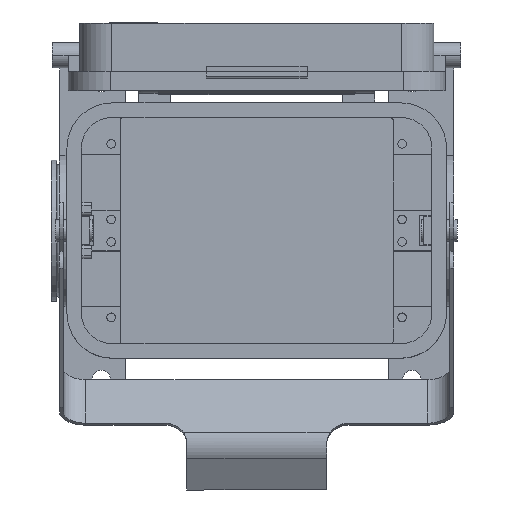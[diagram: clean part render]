
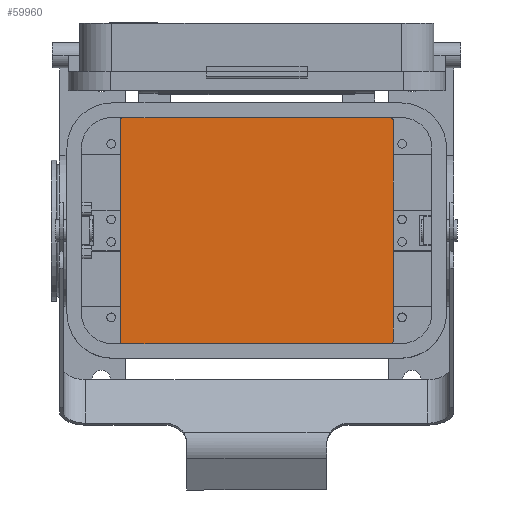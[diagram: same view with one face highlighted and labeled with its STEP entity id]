
A CAD part, top view. The second image highlights one B-rep face of the part: STEP entity #59960.
In plain terms, the highlighted planar face has unit normal (0, 0, 1).
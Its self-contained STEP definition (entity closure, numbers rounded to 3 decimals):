
#50830=CARTESIAN_POINT('',(48.75,-39.5,-54.3));
#50840=VERTEX_POINT('',#50830);
#50870=CARTESIAN_POINT('',(48.75,0.,-54.3));
#50880=DIRECTION('',(0.,1.,0.));
#50890=VECTOR('',#50880,1.);
#50900=LINE('',#50870,#50890);
#50910=CARTESIAN_POINT('',(48.75,39.5,-54.3));
#50920=VERTEX_POINT('',#50910);
#50930=EDGE_CURVE('',#50840,#50920,#50900,.T.);
#58850=CARTESIAN_POINT('',(-47.75,40.5,-54.3));
#58860=VERTEX_POINT('',#58850);
#59260=CARTESIAN_POINT('',(47.75,40.5,-54.3));
#59270=VERTEX_POINT('',#59260);
#59300=CARTESIAN_POINT('',(47.,40.5,-54.3));
#59310=DIRECTION('',(-1.,0.,0.));
#59320=VECTOR('',#59310,1.);
#59330=LINE('',#59300,#59320);
#59340=EDGE_CURVE('',#59270,#58860,#59330,.T.);
#59390=CARTESIAN_POINT('',(0.,0.,-54.3));
#59400=DIRECTION('',(0.,0.,1.));
#59410=DIRECTION('',(1.,0.,0.));
#59420=AXIS2_PLACEMENT_3D('',#59390,#59400,#59410);
#59430=PLANE('',#59420);
#59440=CARTESIAN_POINT('',(-47.75,-39.5,-54.3));
#59450=DIRECTION('',(0.,0.,1.));
#59460=DIRECTION('',(-0.707,-0.707,
0.));
#59470=AXIS2_PLACEMENT_3D('',#59440,#59450,#59460);
#59480=CIRCLE('',#59470,1.);
#59490=CARTESIAN_POINT('',(-48.75,-39.5,-54.3));
#59500=VERTEX_POINT('',#59490);
#59510=CARTESIAN_POINT('',(-47.75,-40.5,-54.3));
#59520=VERTEX_POINT('',#59510);
#59530=EDGE_CURVE('',#59500,#59520,#59480,.T.);
#59540=ORIENTED_EDGE('',*,*,#59530,.T.);
#59550=CARTESIAN_POINT('',(-48.75,0.,-54.3));
#59560=DIRECTION('',(0.,-1.,0.));
#59570=VECTOR('',#59560,1.);
#59580=LINE('',#59550,#59570);
#59590=CARTESIAN_POINT('',(-48.75,39.5,-54.3));
#59600=VERTEX_POINT('',#59590);
#59610=EDGE_CURVE('',#59600,#59500,#59580,.T.);
#59620=ORIENTED_EDGE('',*,*,#59610,.T.);
#59630=CARTESIAN_POINT('',(-47.75,39.5,-54.3));
#59640=DIRECTION('',(0.,0.,-1.));
#59650=DIRECTION('',(-0.707,0.707,
0.));
#59660=AXIS2_PLACEMENT_3D('',#59630,#59640,#59650);
#59670=CIRCLE('',#59660,1.);
#59680=EDGE_CURVE('',#59600,#58860,#59670,.T.);
#59690=ORIENTED_EDGE('',*,*,#59680,.F.);
#59700=ORIENTED_EDGE('',*,*,#59340,.T.);
#59710=CARTESIAN_POINT('',(47.75,39.5,-54.3));
#59720=DIRECTION('',(0.,0.,1.));
#59730=DIRECTION('',(0.707,0.707,
0.));
#59740=AXIS2_PLACEMENT_3D('',#59710,#59720,#59730);
#59750=CIRCLE('',#59740,1.);
#59760=EDGE_CURVE('',#50920,#59270,#59750,.T.);
#59770=ORIENTED_EDGE('',*,*,#59760,.T.);
#59780=ORIENTED_EDGE('',*,*,#50930,.T.);
#59790=CARTESIAN_POINT('',(47.75,-39.5,-54.3));
#59800=DIRECTION('',(0.,0.,-1.));
#59810=DIRECTION('',(0.707,-0.707,
0.));
#59820=AXIS2_PLACEMENT_3D('',#59790,#59800,#59810);
#59830=CIRCLE('',#59820,1.);
#59840=CARTESIAN_POINT('',(47.75,-40.5,-54.3));
#59850=VERTEX_POINT('',#59840);
#59860=EDGE_CURVE('',#50840,#59850,#59830,.T.);
#59870=ORIENTED_EDGE('',*,*,#59860,.F.);
#59880=CARTESIAN_POINT('',(-47.,-40.5,-54.3));
#59890=DIRECTION('',(1.,0.,0.));
#59900=VECTOR('',#59890,1.);
#59910=LINE('',#59880,#59900);
#59920=EDGE_CURVE('',#59520,#59850,#59910,.T.);
#59930=ORIENTED_EDGE('',*,*,#59920,.T.);
#59940=EDGE_LOOP('',(#59930,#59870,#59780,#59770,#59700,#59690,#59620,
#59540));
#59950=FACE_OUTER_BOUND('',#59940,.T.);
#59960=ADVANCED_FACE('',(#59950),#59430,.T.);
